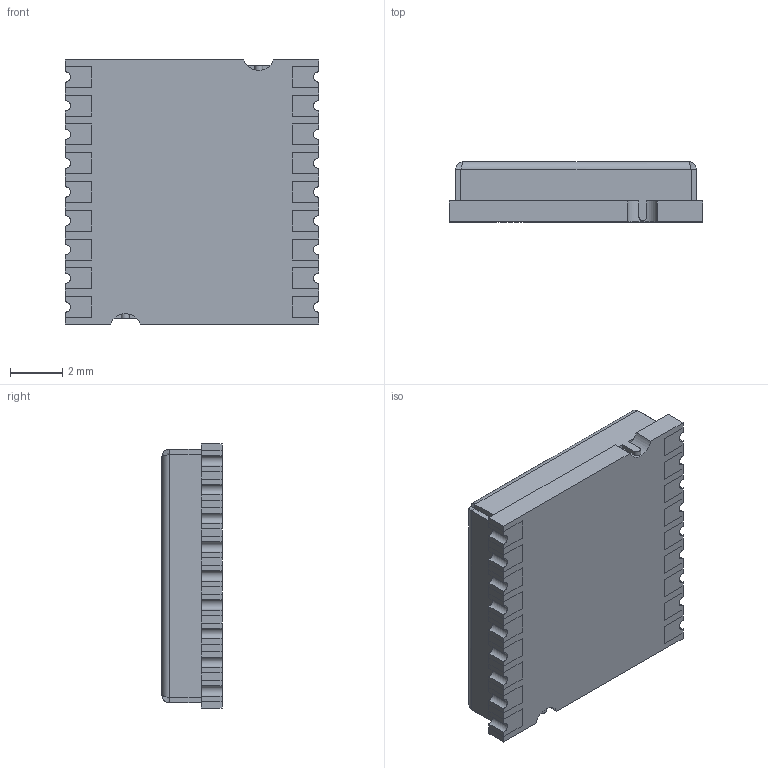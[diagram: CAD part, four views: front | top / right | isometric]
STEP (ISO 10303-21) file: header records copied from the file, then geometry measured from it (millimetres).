
FILE_DESCRIPTION (( 'STEP AP214' ), '1' );
FILE_NAME ('TESEO-LIV4F.STEP', '2024-01-30T15:44:54', ( 'LENOVO' ), ( '' ), 'SwSTEP 2.0', 'SolidWorks 2021', '' );
FILE_SCHEMA (( 'AUTOMOTIVE_DESIGN' ));
Length unit declared in the file: millimetre
Products named in the file (1): TESEO-LIV4F
Bounding box: 9.7 x 2.3 x 10.1 mm (x, y, z)
Volume: 103.6 mm3; surface area: 587 mm2
Topology: 21 solids, 21 shells, 280 faces, 679 edges, 442 vertices
Faces by surface type: plane 237, cylinder 35, bspline 8
Entity records: 8499 total; most frequent: CARTESIAN_POINT 1722, ORIENTED_EDGE 1358, DIRECTION 1263, EDGE_CURVE 679, LINE 609, VECTOR 609, VERTEX_POINT 442, AXIS2_PLACEMENT_3D 327
